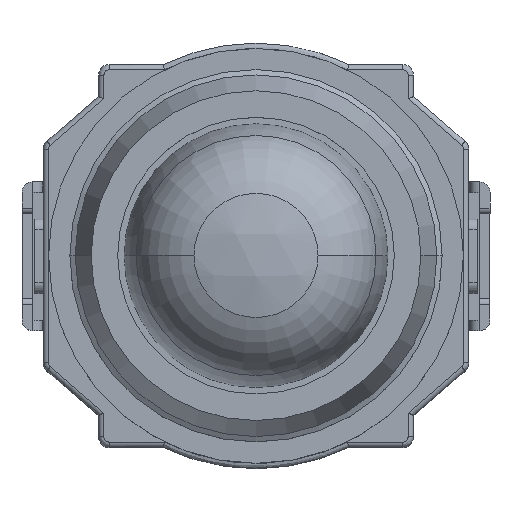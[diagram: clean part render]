
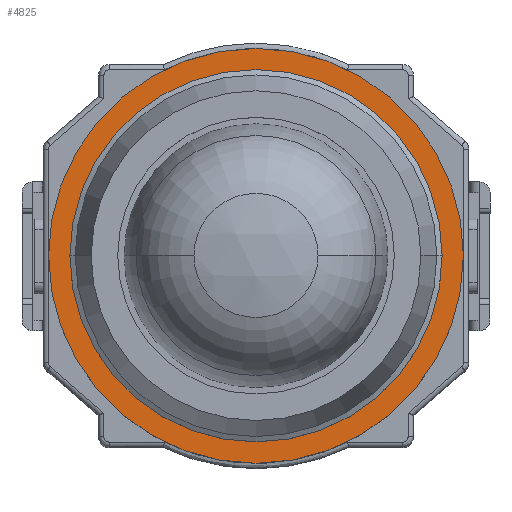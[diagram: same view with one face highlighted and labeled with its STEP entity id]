
A CAD part, top view. The second image highlights one B-rep face of the part: STEP entity #4825.
In plain terms, the highlighted planar face has unit normal (0, 0, 1).
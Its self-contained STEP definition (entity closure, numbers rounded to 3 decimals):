
#80 = DIRECTION ( 'NONE',  ( 0., 0., 1. ) ) ;
#1636 = EDGE_LOOP ( 'NONE', ( #8605, #6122 ) ) ;
#1643 = CARTESIAN_POINT ( 'NONE',  ( 0., 0., 1.5 ) ) ;
#1647 = VERTEX_POINT ( 'NONE', #3176 ) ;
#1756 = ORIENTED_EDGE ( 'NONE', *, *, #1775, .T. ) ;
#1775 = EDGE_CURVE ( 'NONE', #1647, #10646, #11338, .T. ) ;
#2032 = AXIS2_PLACEMENT_3D ( 'NONE', #10131, #80, #11091 ) ;
#2380 = CIRCLE ( 'NONE', #5669, 14.75 ) ;
#2619 = CIRCLE ( 'NONE', #3904, 14.75 ) ;
#2840 = VERTEX_POINT ( 'NONE', #11074 ) ;
#3175 = DIRECTION ( 'NONE',  ( -1., 0., 0. ) ) ;
#3176 = CARTESIAN_POINT ( 'NONE',  ( -19.5, 0., 1.5 ) ) ;
#3904 = AXIS2_PLACEMENT_3D ( 'NONE', #1643, #11370, #10105 ) ;
#4295 = ORIENTED_EDGE ( 'NONE', *, *, #11255, .T. ) ;
#4432 = DIRECTION ( 'NONE',  ( 0., 0., 1. ) ) ;
#4825 = ADVANCED_FACE ( 'NONE', ( #8452, #10017 ), #10193, .T. ) ;
#4874 = DIRECTION ( 'NONE',  ( -1., 0., 0. ) ) ;
#5216 = CARTESIAN_POINT ( 'NONE',  ( -14.75, 0., 1.5 ) ) ;
#5226 = DIRECTION ( 'NONE',  ( 1., 0., 0. ) ) ;
#5228 = VERTEX_POINT ( 'NONE', #5216 ) ;
#5669 = AXIS2_PLACEMENT_3D ( 'NONE', #5674, #4432, #3175 ) ;
#5674 = CARTESIAN_POINT ( 'NONE',  ( 0., 0., 1.5 ) ) ;
#6102 = DIRECTION ( 'NONE',  ( 0., 0., 1. ) ) ;
#6122 = ORIENTED_EDGE ( 'NONE', *, *, #6873, .F. ) ;
#6456 = DIRECTION ( 'NONE',  ( 0., 0., 1. ) ) ;
#6873 = EDGE_CURVE ( 'NONE', #2840, #5228, #2380, .T. ) ;
#7348 = CARTESIAN_POINT ( 'NONE',  ( 0., 0., 1.5 ) ) ;
#7701 = CARTESIAN_POINT ( 'NONE',  ( -19.734, -19.734, 1.5 ) ) ;
#8203 = EDGE_LOOP ( 'NONE', ( #1756, #4295 ) ) ;
#8452 = FACE_BOUND ( 'NONE', #1636, .T. ) ;
#8605 = ORIENTED_EDGE ( 'NONE', *, *, #12062, .F. ) ;
#8815 = CARTESIAN_POINT ( 'NONE',  ( 19.5, 0., 1.5 ) ) ;
#10017 = FACE_OUTER_BOUND ( 'NONE', #8203, .T. ) ;
#10067 = CIRCLE ( 'NONE', #11447, 19.5 ) ;
#10105 = DIRECTION ( 'NONE',  ( -1., 0., 0. ) ) ;
#10131 = CARTESIAN_POINT ( 'NONE',  ( 0., 0., 1.5 ) ) ;
#10193 = PLANE ( 'NONE',  #10649 ) ;
#10646 = VERTEX_POINT ( 'NONE', #8815 ) ;
#10649 = AXIS2_PLACEMENT_3D ( 'NONE', #7701, #6456, #5226 ) ;
#11074 = CARTESIAN_POINT ( 'NONE',  ( 14.75, 0., 1.5 ) ) ;
#11091 = DIRECTION ( 'NONE',  ( -1., 0., 0. ) ) ;
#11255 = EDGE_CURVE ( 'NONE', #10646, #1647, #10067, .T. ) ;
#11338 = CIRCLE ( 'NONE', #2032, 19.5 ) ;
#11370 = DIRECTION ( 'NONE',  ( 0., 0., 1. ) ) ;
#11447 = AXIS2_PLACEMENT_3D ( 'NONE', #7348, #6102, #4874 ) ;
#12062 = EDGE_CURVE ( 'NONE', #5228, #2840, #2619, .T. ) ;
